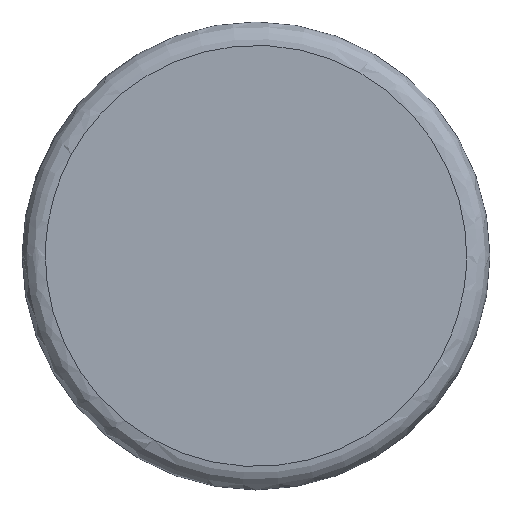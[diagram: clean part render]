
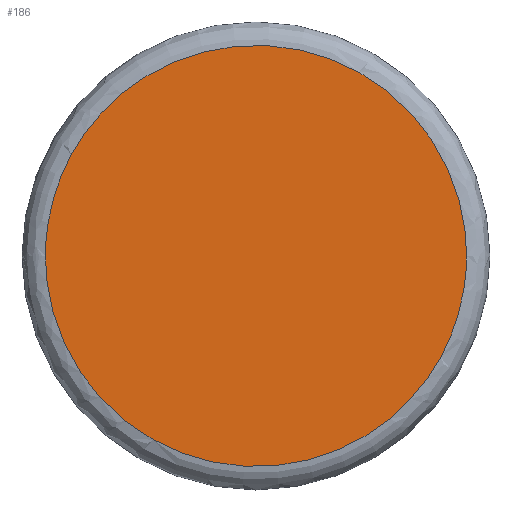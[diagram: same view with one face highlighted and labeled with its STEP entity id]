
A CAD part, top view. The second image highlights one B-rep face of the part: STEP entity #186.
In plain terms, the highlighted planar face has unit normal (0, 0, 1).
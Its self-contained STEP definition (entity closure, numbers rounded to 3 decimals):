
#186=ADVANCED_FACE('',(#208),#209,.F.);
#208=FACE_OUTER_BOUND('',#249,.T.);
#209=PLANE('',#250);
#249=EDGE_LOOP('',(#310,#311));
#250=AXIS2_PLACEMENT_3D('',#312,#313,#314);
#310=ORIENTED_EDGE('',*,*,#427,.F.);
#311=ORIENTED_EDGE('',*,*,#428,.F.);
#312=CARTESIAN_POINT('',(0.,0.0,4.0));
#313=DIRECTION('',(0.0,0.0,-1.0));
#314=DIRECTION('',(-1.0,0.0,0.0));
#427=EDGE_CURVE('',#472,#473,#474,.F.);
#428=EDGE_CURVE('',#473,#472,#475,.F.);
#472=VERTEX_POINT('',#538);
#473=VERTEX_POINT('',#539);
#474=(B_SPLINE_CURVE(3,(#541,#542,#543,#544),.UNSPECIFIED.,.F.,.F.)B_SPLINE_CURVE_WITH_KNOTS((4,4),(0.0,1.0),.UNSPECIFIED.)RATIONAL_B_SPLINE_CURVE((1.0,0.333,0.333,1.0))BOUNDED_CURVE()REPRESENTATION_ITEM('')GEOMETRIC_REPRESENTATION_ITEM()CURVE());
#475=(B_SPLINE_CURVE(3,(#552,#553,#554,#555),.UNSPECIFIED.,.F.,.F.)B_SPLINE_CURVE_WITH_KNOTS((4,4),(0.0,1.0),.UNSPECIFIED.)RATIONAL_B_SPLINE_CURVE((1.0,0.333,0.333,1.0))BOUNDED_CURVE()REPRESENTATION_ITEM('')GEOMETRIC_REPRESENTATION_ITEM()CURVE());
#538=CARTESIAN_POINT('',(-18.0,0.0,4.0));
#539=CARTESIAN_POINT('',(18.0,0.,4.0));
#541=CARTESIAN_POINT('',(18.0,0.,4.0));
#542=CARTESIAN_POINT('',(18.,36.0,4.0));
#543=CARTESIAN_POINT('',(-18.0,36.,4.0));
#544=CARTESIAN_POINT('',(-18.0,0.0,4.0));
#552=CARTESIAN_POINT('',(-18.0,0.0,4.0));
#553=CARTESIAN_POINT('',(-18.0,-36.,4.0));
#554=CARTESIAN_POINT('',(18.,-36.0,4.0));
#555=CARTESIAN_POINT('',(18.0,0.,4.0));
